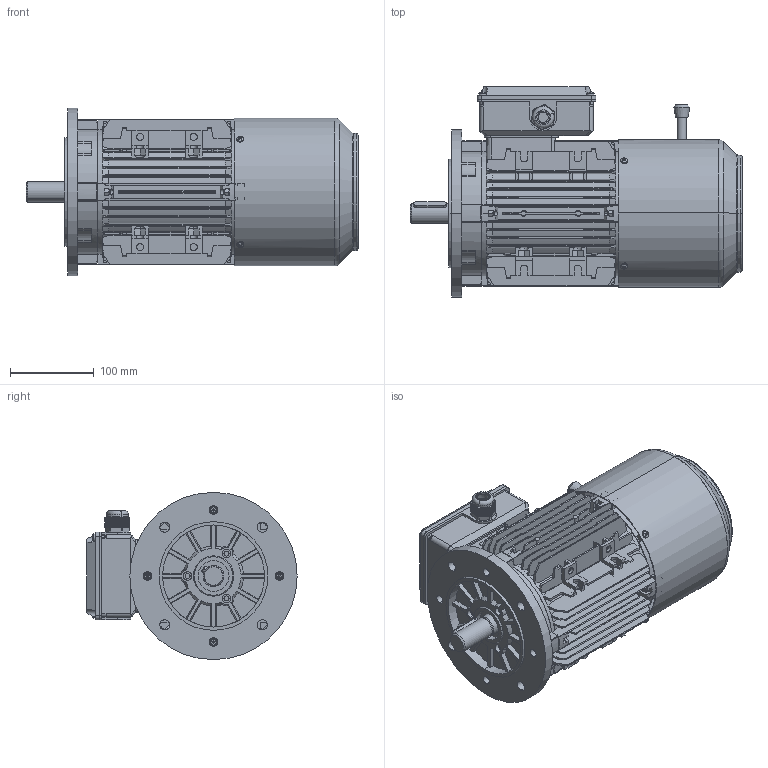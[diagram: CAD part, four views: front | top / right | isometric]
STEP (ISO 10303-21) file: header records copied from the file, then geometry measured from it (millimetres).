
FILE_DESCRIPTION (( 'STEP AP203' ), '1' );
FILE_NAME ('TB90L B5(VIBO諉盄碟).STEP', '2021-11-29T02:00:42', ( '' ), ( '' ), 'SwSTEP 2.0', 'SolidWorks 2014', '' );
FILE_SCHEMA (( 'CONFIG_CONTROL_DESIGN' ));
Length unit declared in the file: millimetre
Products named in the file (17): 80-100堤盄蹟杶; TB90L蛌粣; 80-90VIBO諉盄碟郪磁; TA90B5楊擘1; TB90瑞欶; Cross recessed thread forming screws GB_GB_CROSS_SCREWS_TYPE138 M4X12-N; VIBO80-100諉盄碟釱; 90怢宒瑞珔; TB90L B5(VIBO諉盄碟); Plain parallel keys_GB_CONNECTING_PIECE_KEYS_CSK 8X40; Cross recessed thread forming screws GB_GB_CROSS_SCREWS_TYPE138 M5X12-N; TB90綴裔; VIBO80-100諉盄碟裔; T90L儂褲; 90秶雄ん; Hexagon socket head cap screws GB_GB_FASTENER_SCREWS_HSHCS M5X25-N; Hexagon nuts grade C GB_GB_FASTENER_NUT_SNC1 M5-N
Assembly tree (35 placements, depth 3):
  TB90L B5(VIBO諉盄碟)
    T90L儂褲
    TA90B5楊擘1
    Plain parallel keys_GB_CONNECTING_PIECE_KEYS_CSK 8X40
    Hexagon nuts grade C GB_GB_FASTENER_NUT_SNC1 M5-N  x8
    Hexagon socket head cap screws GB_GB_FASTENER_SCREWS_HSHCS M5X25-N  x8
    Cross recessed thread forming screws GB_GB_CROSS_SCREWS_TYPE138 M4X12-N  x4
    TB90綴裔
    TB90L蛌粣
    90怢宒瑞珔
    90秶雄ん
    TB90瑞欶
    80-90VIBO諉盄碟郪磁
      Cross recessed thread forming screws GB_GB_CROSS_SCREWS_TYPE138 M5X12-N  x3
      80-100堤盄蹟杶
      VIBO80-100諉盄碟釱
      VIBO80-100諉盄碟裔
Bounding box: 397 x 251.5 x 200 mm (x, y, z)
Volume: 2304476.4 mm3; surface area: 1083049.4 mm2
Topology: 39 solids, 39 shells, 3814 faces, 10272 edges, 6639 vertices
Faces by surface type: plane 2295, cylinder 1064, cone 245, torus 179, sphere 24, bspline 7
Entity records: 115020 total; most frequent: CARTESIAN_POINT 27152, ORIENTED_EDGE 18624, DIRECTION 16978, EDGE_CURVE 9312, VERTEX_POINT 6048, LINE 5720, VECTOR 5720, AXIS2_PLACEMENT_3D 5629
